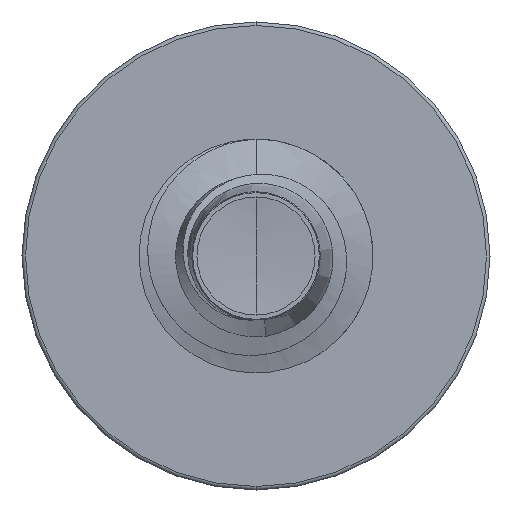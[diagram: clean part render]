
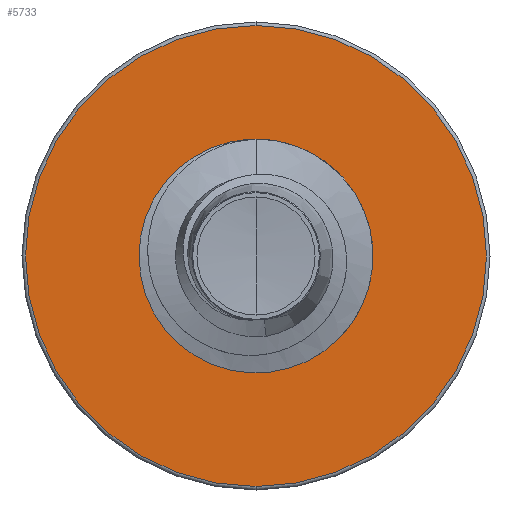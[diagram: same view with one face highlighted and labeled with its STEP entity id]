
A CAD part, front view. The second image highlights one B-rep face of the part: STEP entity #5733.
In plain terms, the highlighted planar face has unit normal (0, -1, 0).
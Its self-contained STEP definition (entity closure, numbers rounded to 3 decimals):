
#457 = AXIS2_PLACEMENT_3D ( 'NONE', #2550, #2539, #2534 ) ;
#1241 = ORIENTED_EDGE ( 'NONE', *, *, #2506, .T. ) ;
#1400 = VERTEX_POINT ( 'NONE', #7794 ) ;
#1585 = AXIS2_PLACEMENT_3D ( 'NONE', #2972, #2949, #2883 ) ;
#2351 = CIRCLE ( 'NONE', #1585, 3.447 ) ;
#2506 = EDGE_CURVE ( 'NONE', #6967, #1400, #10818, .T. ) ;
#2534 = DIRECTION ( 'NONE',  ( 0., 0., 1. ) ) ;
#2539 = DIRECTION ( 'NONE',  ( 0., 1., 0. ) ) ;
#2550 = CARTESIAN_POINT ( 'NONE',  ( 0., 3.5, 0. ) ) ;
#2578 = CARTESIAN_POINT ( 'NONE',  ( 0., 3.5, -3.447 ) ) ;
#2694 = CARTESIAN_POINT ( 'NONE',  ( 0., 3.5, 3.448 ) ) ;
#2883 = DIRECTION ( 'NONE',  ( 0., 0., 1. ) ) ;
#2949 = DIRECTION ( 'NONE',  ( 0., 1., 0. ) ) ;
#2972 = CARTESIAN_POINT ( 'NONE',  ( 0., 3.5, 0. ) ) ;
#2973 = DIRECTION ( 'NONE',  ( 0., 0., 1. ) ) ;
#3012 = DIRECTION ( 'NONE',  ( 0., 1., 0. ) ) ;
#3016 = CARTESIAN_POINT ( 'NONE',  ( 0., 3.5, 0. ) ) ;
#3872 = CARTESIAN_POINT ( 'NONE',  ( 0., 3.5, 1.722 ) ) ;
#4118 = EDGE_CURVE ( 'NONE', #4267, #10290, #2351, .T. ) ;
#4267 = VERTEX_POINT ( 'NONE', #2578 ) ;
#4424 = DIRECTION ( 'NONE',  ( 0., 0., 1. ) ) ;
#4430 = DIRECTION ( 'NONE',  ( 0., 1., 0. ) ) ;
#4447 = CARTESIAN_POINT ( 'NONE',  ( 0., 3.5, 0. ) ) ;
#4973 = FACE_OUTER_BOUND ( 'NONE', #10619, .T. ) ;
#5733 = ADVANCED_FACE ( 'NONE', ( #4973, #7351 ), #9737, .F. ) ;
#6967 = VERTEX_POINT ( 'NONE', #3872 ) ;
#7254 = EDGE_CURVE ( 'NONE', #10290, #4267, #10524, .T. ) ;
#7351 = FACE_BOUND ( 'NONE', #9451, .T. ) ;
#7456 = ORIENTED_EDGE ( 'NONE', *, *, #10839, .T. ) ;
#7794 = CARTESIAN_POINT ( 'NONE',  ( 0., 3.5, -1.722 ) ) ;
#8358 = CIRCLE ( 'NONE', #10291, 1.722 ) ;
#9113 = AXIS2_PLACEMENT_3D ( 'NONE', #3016, #3012, #2973 ) ;
#9327 = ORIENTED_EDGE ( 'NONE', *, *, #7254, .F. ) ;
#9451 = EDGE_LOOP ( 'NONE', ( #1241, #7456 ) ) ;
#9535 = DIRECTION ( 'NONE',  ( 0., 0., 1. ) ) ;
#9544 = DIRECTION ( 'NONE',  ( 0., 1., 0. ) ) ;
#9617 = CARTESIAN_POINT ( 'NONE',  ( 0., 3.5, -1.722 ) ) ;
#9737 = PLANE ( 'NONE',  #11031 ) ;
#10290 = VERTEX_POINT ( 'NONE', #2694 ) ;
#10291 = AXIS2_PLACEMENT_3D ( 'NONE', #4447, #4430, #4424 ) ;
#10524 = CIRCLE ( 'NONE', #457, 3.447 ) ;
#10593 = ORIENTED_EDGE ( 'NONE', *, *, #4118, .F. ) ;
#10619 = EDGE_LOOP ( 'NONE', ( #9327, #10593 ) ) ;
#10818 = CIRCLE ( 'NONE', #9113, 1.722 ) ;
#10839 = EDGE_CURVE ( 'NONE', #1400, #6967, #8358, .T. ) ;
#11031 = AXIS2_PLACEMENT_3D ( 'NONE', #9617, #9544, #9535 ) ;
